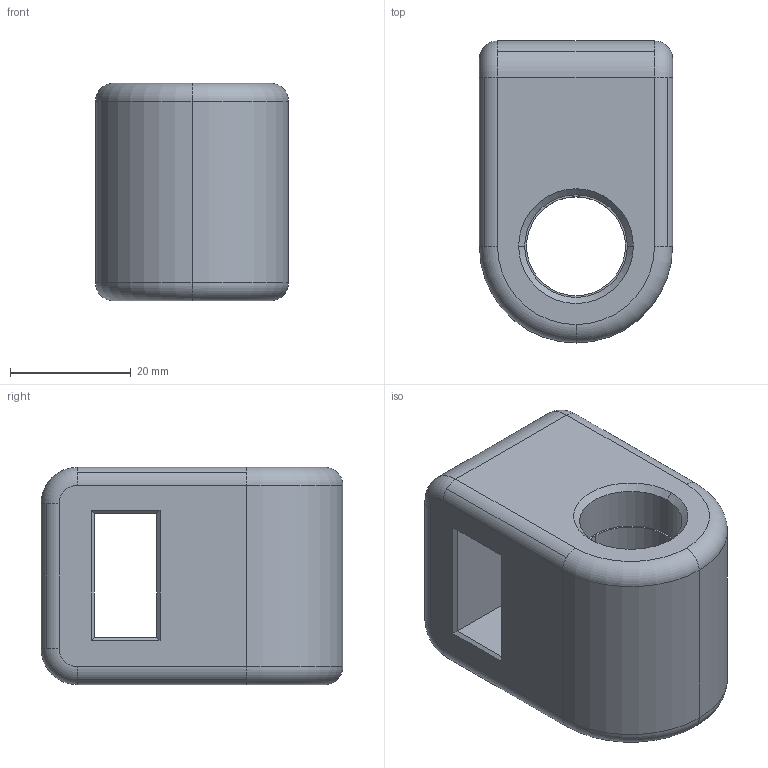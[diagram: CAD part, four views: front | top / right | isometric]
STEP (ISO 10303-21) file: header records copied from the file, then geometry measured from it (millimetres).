
FILE_DESCRIPTION(('STEP AP214'),'1');
FILE_NAME('160617.4.STP','2011-09-08T07:18:16',(' '),(' '),'Spatial InterOp 3D',' ',' ');
FILE_SCHEMA(('automotive_design'));
Length unit declared in the file: millimetre
Products named in the file (1): Zylinder
Bounding box: 32 x 50 x 36 mm (x, y, z)
Volume: 37522 mm3; surface area: 11045.5 mm2
Topology: 1 solids, 1 shells, 67 faces, 151 edges, 92 vertices
Faces by surface type: cylinder 32, plane 23, torus 8, cone 4
Entity records: 2444 total; most frequent: DIRECTION 365, CARTESIAN_POINT 311, ORIENTED_EDGE 302, EDGE_CURVE 151, AXIS2_PLACEMENT_3D 146, VERTEX_POINT 92, CIRCLE 78, EDGE_LOOP 77
